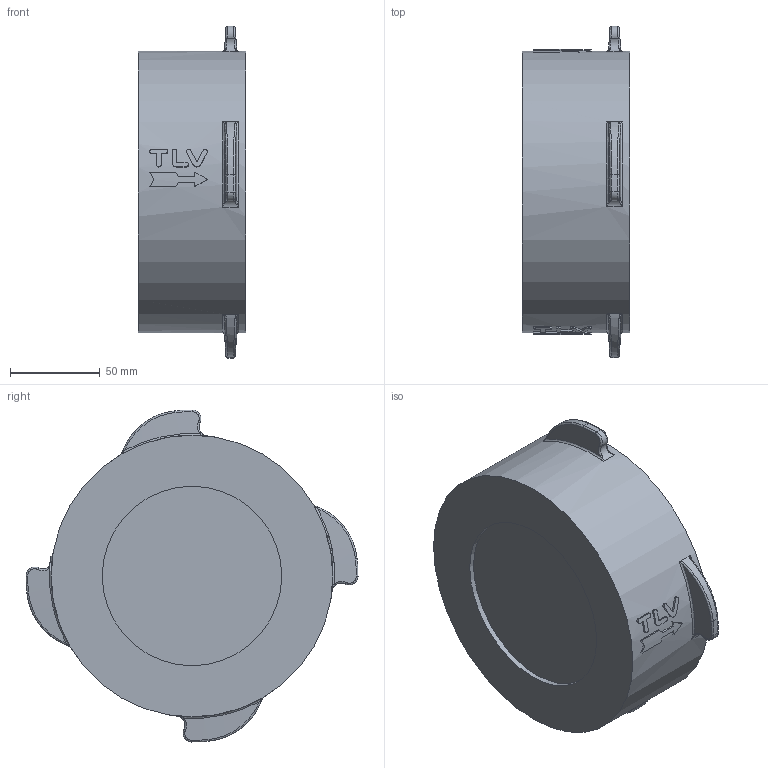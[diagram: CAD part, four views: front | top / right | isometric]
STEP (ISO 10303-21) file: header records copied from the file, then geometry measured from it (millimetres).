
FILE_DESCRIPTION((''),'2;1');
FILE_NAME('cf3mg-100-wafer-00.stp','2009-11-19T13:32:00',('nakaot'),(''),'Autodesk Inventor 2008','Autodesk Inventor 2008','');
FILE_SCHEMA(('AUTOMOTIVE_DESIGN { 1 0 10303 214 1 1 1 1 }'));
Length unit declared in the file: millimetre
Products named in the file (1): cf3mg-100-wafer-00
Bounding box: 60 x 185 x 185 mm (x, y, z)
Volume: 1116063.2 mm3; surface area: 74715.3 mm2
Topology: 1 solids, 1 shells, 140 faces, 343 edges, 207 vertices
Faces by surface type: bspline 75, plane 25, cylinder 24, torus 8, cone 8
Full cylindrical faces by diameter (mm): 100 x1, 122 x1, 157 x1
Entity records: 14746 total; most frequent: CARTESIAN_POINT 11982, ORIENTED_EDGE 660, DIRECTION 385, EDGE_CURVE 330, VERTEX_POINT 206, B_SPLINE_CURVE_WITH_KNOTS 163, EDGE_LOOP 154, AXIS2_PLACEMENT_3D 152
